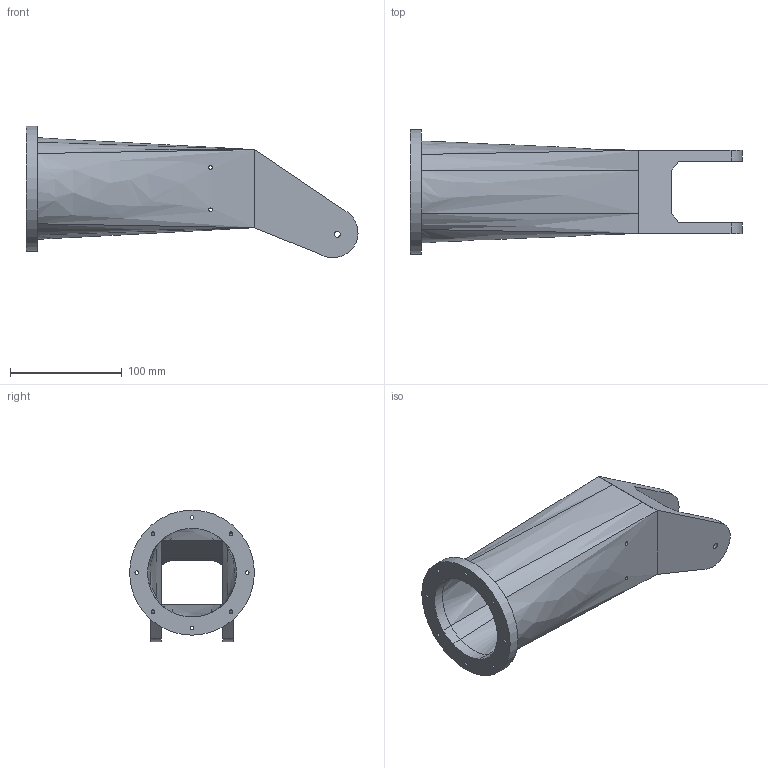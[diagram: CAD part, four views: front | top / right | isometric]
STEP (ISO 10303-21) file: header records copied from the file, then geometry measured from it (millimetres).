
FILE_DESCRIPTION(/* description */ (''),/* implementation_level */ '2;1');
FILE_NAME(/* name */ 'linear_actuator_case.step',/* time_stamp */ '2024-09-25T19:59:01+09:00',/* author */ (''),/* organization */ (''),/* preprocessor_version */ 'ST-DEVELOPER v20',/* originating_system */ 'Autodesk Translation Framework v13.20.0.188',/* authorisation */ '');
FILE_SCHEMA (('AUTOMOTIVE_DESIGN { 1 0 10303 214 3 1 1 }'));
Length unit declared in the file: millimetre
Products named in the file (1): linear_actuator_case_cybergear
Bounding box: 297.65 x 112 x 118 mm (x, y, z)
Volume: 477003.9 mm3; surface area: 148189.7 mm2
Topology: 1 solids, 1 shells, 69 faces, 201 edges, 134 vertices
Faces by surface type: bspline 26, plane 25, cylinder 18
Full cylindrical faces by diameter (mm): 3.3 x8, 3.4 x4, 5.12 x2, 112 x1
Entity records: 4549 total; most frequent: CARTESIAN_POINT 2876, ORIENTED_EDGE 402, DIRECTION 217, EDGE_CURVE 201, VERTEX_POINT 134, B_SPLINE_CURVE_WITH_KNOTS 100, EDGE_LOOP 99, LINE 73
